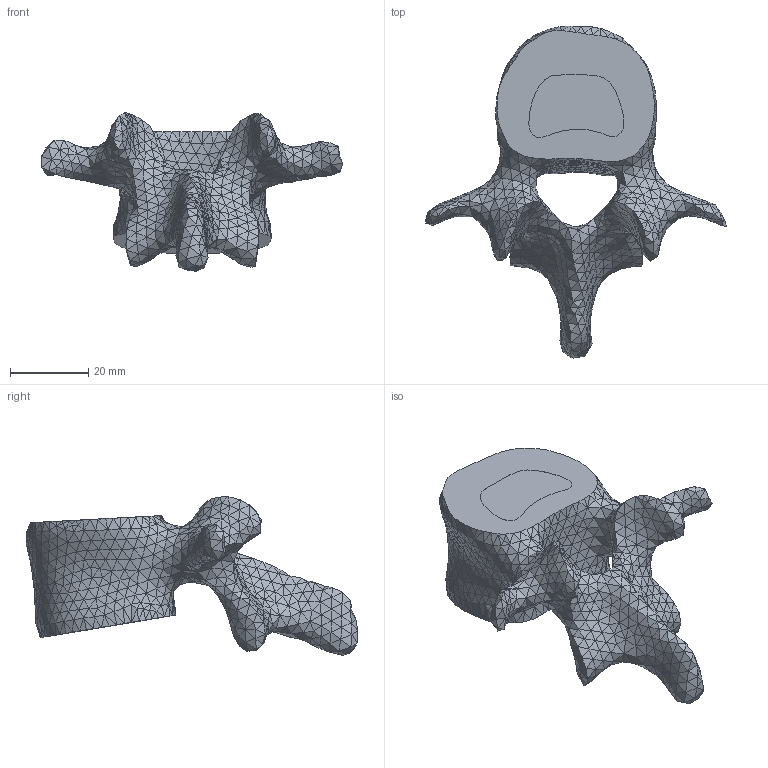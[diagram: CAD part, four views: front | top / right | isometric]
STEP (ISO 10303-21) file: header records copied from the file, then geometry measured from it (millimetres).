
FILE_DESCRIPTION(/* description */ (''),/* implementation_level */ '2;1');
FILE_NAME(/* name */ 'L3 (1).step',/* time_stamp */ '2024-06-06T23:34:25-04:00',/* author */ (''),/* organization */ (''),/* preprocessor_version */ 'ST-DEVELOPER v20',/* originating_system */ 'Autodesk Translation Framework v13.14.0.145',/* authorisation */ '');
FILE_SCHEMA (('AUTOMOTIVE_DESIGN { 1 0 10303 214 3 1 1 }'));
Length unit declared in the file: millimetre
Products named in the file (1): L3 (1)
Bounding box: 76.91 x 84.65 x 40.48 mm (x, y, z)
Volume: 45795.3 mm3; surface area: 11045.8 mm2
Topology: 1 solids, 1 shells, 2617 faces, 4288 edges, 1673 vertices
Faces by surface type: plane 2617
Entity records: 54343 total; most frequent: DIRECTION 9524, CARTESIAN_POINT 8579, ORIENTED_EDGE 8576, LINE 4288, VECTOR 4288, EDGE_CURVE 4288, EDGE_LOOP 2619, AXIS2_PLACEMENT_3D 2618
